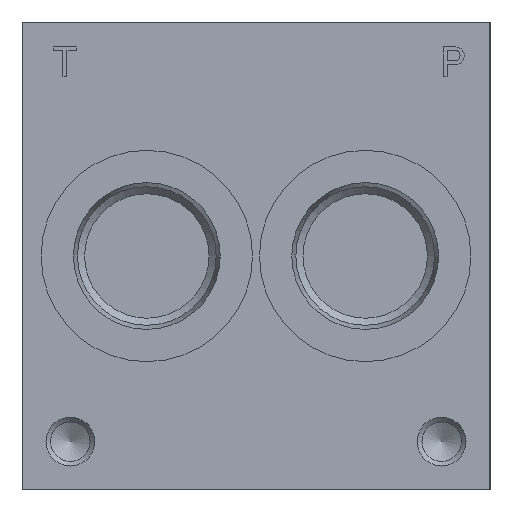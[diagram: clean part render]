
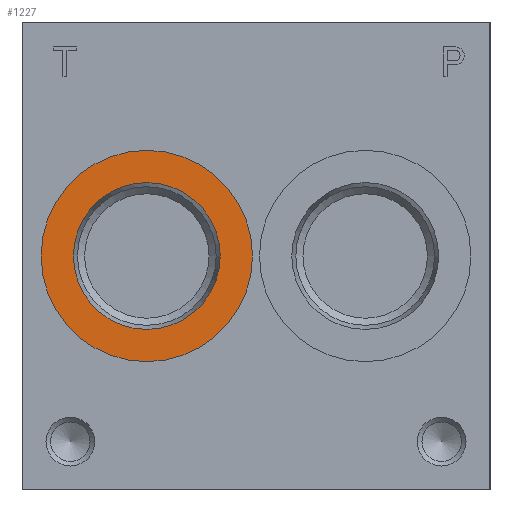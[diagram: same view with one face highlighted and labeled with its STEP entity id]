
A CAD part, left-side view. The second image highlights one B-rep face of the part: STEP entity #1227.
In plain terms, the highlighted planar face has unit normal (-1, 0, 0).
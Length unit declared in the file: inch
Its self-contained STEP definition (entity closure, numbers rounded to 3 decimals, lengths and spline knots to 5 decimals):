
#1227 = ADVANCED_FACE( '', ( #2833, #2834 ), #2835, .T. );
#2833 = FACE_BOUND( '', #4765, .T. );
#2834 = FACE_OUTER_BOUND( '', #4766, .T. );
#2835 = PLANE( '', #4767 );
#4765 = EDGE_LOOP( '', ( #8101 ) );
#4766 = EDGE_LOOP( '', ( #8102 ) );
#4767 = AXIS2_PLACEMENT_3D( '', #8103, #8104, #8105 );
#8101 = ORIENTED_EDGE( '', *, *, #10580, .T. );
#8102 = ORIENTED_EDGE( '', *, *, #10609, .F. );
#8103 = CARTESIAN_POINT( '', ( 0.031, 2.8775, 1.5 ) );
#8104 = DIRECTION( '', ( -1., 0., 0. ) );
#8105 = DIRECTION( '', ( 0., 0., 1. ) );
#10580 = EDGE_CURVE( '', #12662, #12662, #12663, .T. );
#10609 = EDGE_CURVE( '', #12706, #12706, #12707, .T. );
#12662 = VERTEX_POINT( '', #15487 );
#12663 = CIRCLE( '', #15488, 0.4705 );
#12706 = VERTEX_POINT( '', #15548 );
#12707 = CIRCLE( '', #15549, 0.6775 );
#15487 = CARTESIAN_POINT( '', ( 0.031, 2.2, 1.0295 ) );
#15488 = AXIS2_PLACEMENT_3D( '', #18144, #18145, #18146 );
#15548 = CARTESIAN_POINT( '', ( 0.031, 2.2, 0.8225 ) );
#15549 = AXIS2_PLACEMENT_3D( '', #18173, #18174, #18175 );
#18144 = CARTESIAN_POINT( '', ( 0.031, 2.2, 1.5 ) );
#18145 = DIRECTION( '', ( 1., 0., 0. ) );
#18146 = DIRECTION( '', ( 0., 0., -1. ) );
#18173 = CARTESIAN_POINT( '', ( 0.031, 2.2, 1.5 ) );
#18174 = DIRECTION( '', ( 1., 0., 0. ) );
#18175 = DIRECTION( '', ( 0., 0., -1. ) );
